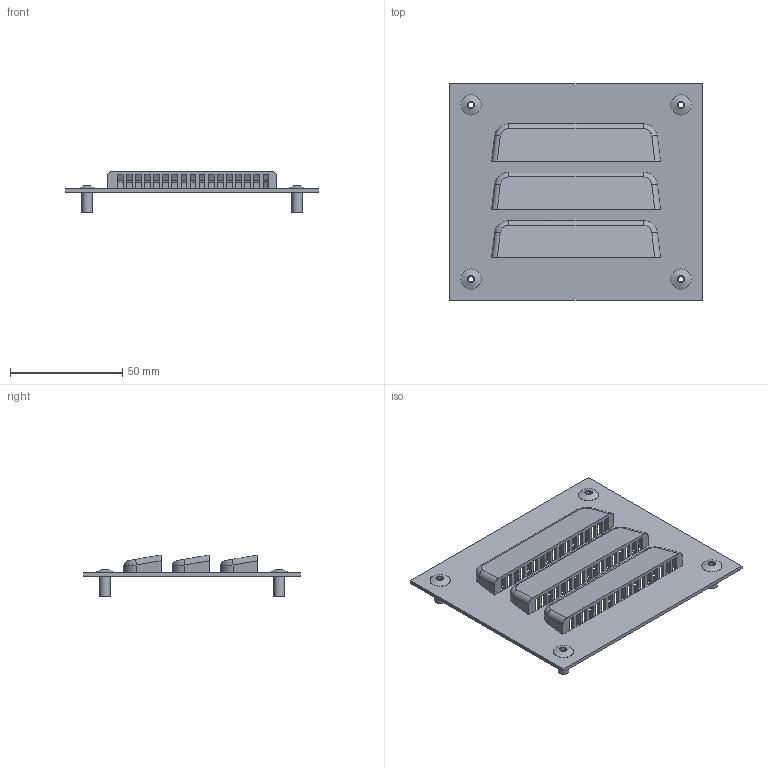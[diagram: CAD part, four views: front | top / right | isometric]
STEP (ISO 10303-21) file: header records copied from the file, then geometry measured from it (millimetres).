
FILE_DESCRIPTION (( 'STEP AP214' ), '1' );
FILE_NAME ('RELPK3KIT.STEP', '2018-10-25T19:57:22', ( '' ), ( '' ), 'SwSTEP 2.0', 'SolidWorks 2018', '' );
FILE_SCHEMA (( 'AUTOMOTIVE_DESIGN' ));
Length unit declared in the file: inch
Products named in the file (1): RELPK3KIT
Bounding box: 112.71 x 96.84 x 18.73 mm (x, y, z)
Volume: 21403.1 mm3; surface area: 30056.6 mm2
Topology: 5 solids, 5 shells, 314 faces, 1066 edges, 670 vertices
Faces by surface type: plane 252, cylinder 46, bspline 12, cone 4
Full cylindrical faces by diameter (mm): 2.54 x4, 4.763 x4, 5.537 x4, 9.068 x4
Entity records: 15985 total; most frequent: CARTESIAN_POINT 2741, ORIENTED_EDGE 2076, DIRECTION 1632, EDGE_CURVE 1038, LINE 930, VECTOR 930, VERTEX_POINT 662, EDGE_LOOP 360
